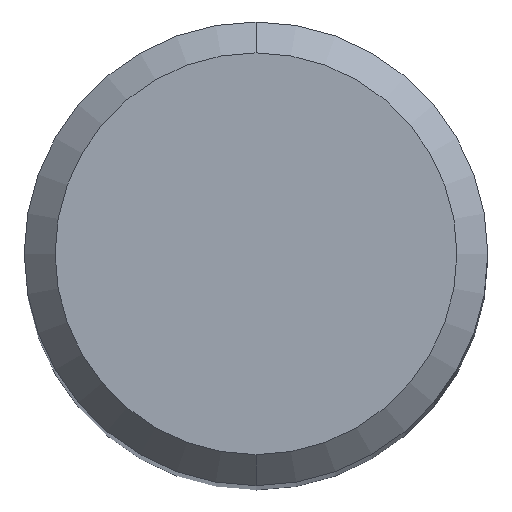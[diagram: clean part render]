
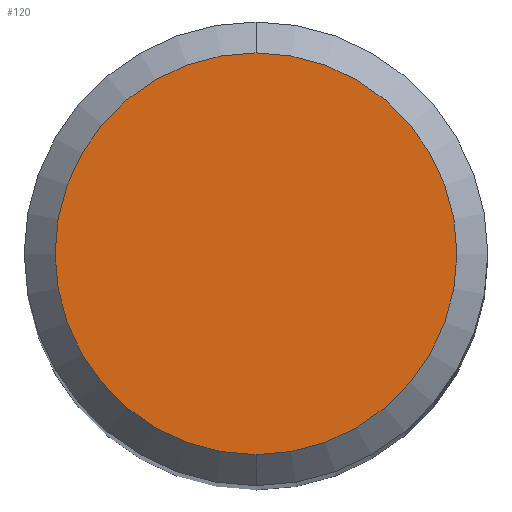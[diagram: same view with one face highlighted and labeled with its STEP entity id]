
A CAD part, top view. The second image highlights one B-rep face of the part: STEP entity #120.
In plain terms, the highlighted planar face has unit normal (0, 0, 1).
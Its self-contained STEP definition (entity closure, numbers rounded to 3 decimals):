
#120=ADVANCED_FACE('',(#288),#289,.T.);
#124=VERTEX_POINT('',#293);
#160=VERTEX_POINT('',#333);
#218=EDGE_CURVE('',#124,#160,#399,.T.);
#246=EDGE_CURVE('',#160,#124,#430,.T.);
#288=FACE_OUTER_BOUND('',#463,.T.);
#289=PLANE('',#464);
#293=CARTESIAN_POINT('',(0.,-2.6,0.0));
#333=CARTESIAN_POINT('',(0.0,2.6,0.0));
#399=CIRCLE('',#606,2.6);
#430=CIRCLE('',#645,2.6);
#463=EDGE_LOOP('',(#679,#680));
#464=AXIS2_PLACEMENT_3D('',#681,#682,#683);
#606=AXIS2_PLACEMENT_3D('',#822,#823,#824);
#645=AXIS2_PLACEMENT_3D('',#863,#864,#865);
#679=ORIENTED_EDGE('',*,*,#246,.F.);
#680=ORIENTED_EDGE('',*,*,#218,.F.);
#681=CARTESIAN_POINT('',(0.0,1.3,0.0));
#682=DIRECTION('',(-0.0,0.0,1.0));
#683=DIRECTION('',(0.0,-1.0,0.0));
#822=CARTESIAN_POINT('',(0.0,0.0,0.0));
#823=DIRECTION('',(0.0,0.0,-1.0));
#824=DIRECTION('',(0.0,1.0,0.0));
#863=CARTESIAN_POINT('',(0.0,0.0,0.0));
#864=DIRECTION('',(0.0,0.0,-1.0));
#865=DIRECTION('',(0.0,1.0,0.0));
